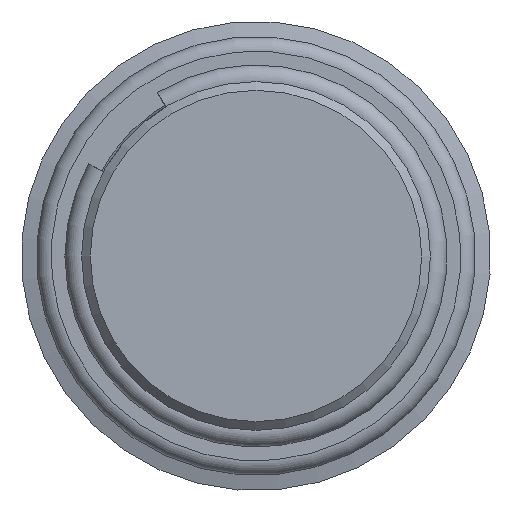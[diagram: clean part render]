
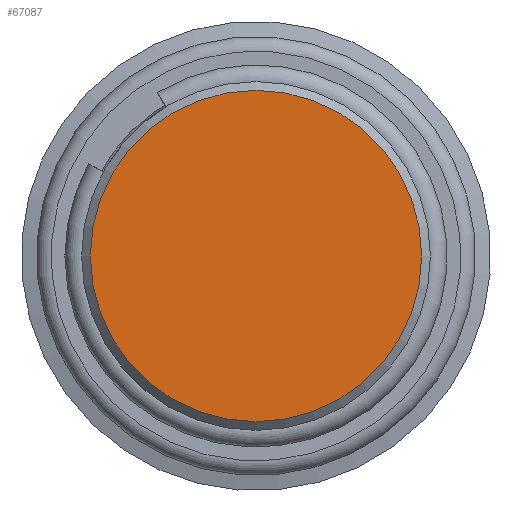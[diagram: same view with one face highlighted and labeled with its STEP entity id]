
A CAD part, left-side view. The second image highlights one B-rep face of the part: STEP entity #67087.
In plain terms, the highlighted planar face has unit normal (-1, 0, 0).
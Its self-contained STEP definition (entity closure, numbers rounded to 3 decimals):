
#67067=CARTESIAN_POINT('',(0.,5.7,0.0));
#67068=VERTEX_POINT('',#67067);
#67069=CARTESIAN_POINT('',(0.0,0.0,0.0));
#67070=DIRECTION('',(1.0,0.0,0.0));
#67071=DIRECTION('',(0.0,1.0,0.0));
#67072=AXIS2_PLACEMENT_3D('',#67069,#67070,#67071);
#67073=CIRCLE('',#67072,5.7);
#67074=EDGE_CURVE('',#67068,#67068,#67073,.T.);
#67079=CARTESIAN_POINT('',(0.,5.35,0.0));
#67080=DIRECTION('',(-1.0,0.0,0.0));
#67081=DIRECTION('',(0.0,0.0,1.0));
#67082=AXIS2_PLACEMENT_3D('',#67079,#67080,#67081);
#67083=PLANE('',#67082);
#67084=ORIENTED_EDGE('',*,*,#67074,.F.);
#67085=EDGE_LOOP('',(#67084));
#67086=FACE_OUTER_BOUND('',#67085,.T.);
#67087=ADVANCED_FACE('',(#67086),#67083,.T.);
